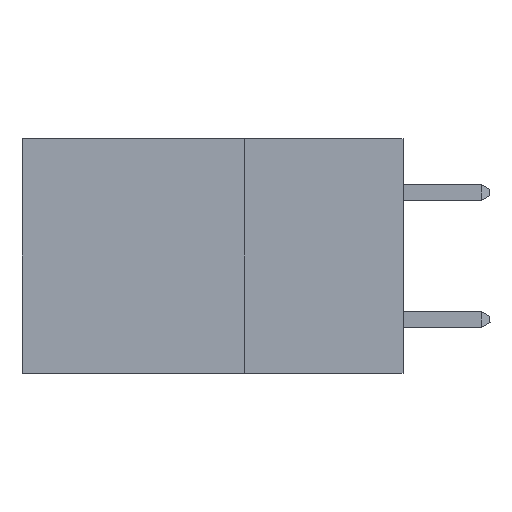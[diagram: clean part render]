
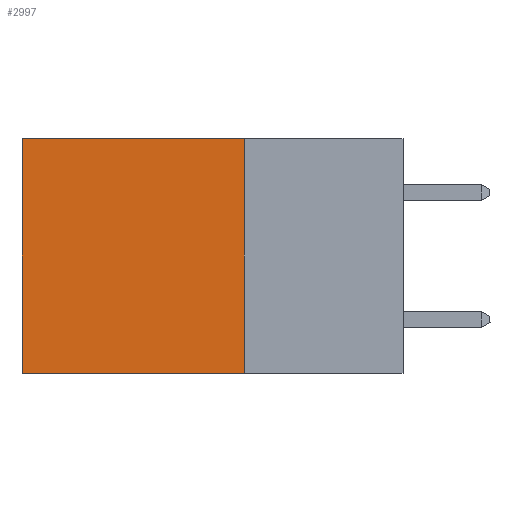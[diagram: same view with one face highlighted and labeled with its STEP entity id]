
A CAD part, left-side view. The second image highlights one B-rep face of the part: STEP entity #2997.
In plain terms, the highlighted planar face has unit normal (-1, 0, 0).
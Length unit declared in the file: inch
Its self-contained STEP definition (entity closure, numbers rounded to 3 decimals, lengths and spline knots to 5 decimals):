
#846 = DIRECTION ( 'NONE',  ( 0., 0., -1. ) ) ;
#1075 = LINE ( 'NONE', #20457, #6068 ) ;
#2254 = LINE ( 'NONE', #4451, #13852 ) ;
#2997 = ADVANCED_FACE ( 'NONE', ( #4814 ), #10659, .F. ) ;
#4101 = CARTESIAN_POINT ( 'NONE',  ( 0.2875, 0.25, 0. ) ) ;
#4384 = LINE ( 'NONE', #4101, #15153 ) ;
#4451 = CARTESIAN_POINT ( 'NONE',  ( 0.2875, 0.25, -0.37 ) ) ;
#4727 = ORIENTED_EDGE ( 'NONE', *, *, #17216, .F. ) ;
#4814 = FACE_OUTER_BOUND ( 'NONE', #5355, .T. ) ;
#5285 = DIRECTION ( 'NONE',  ( 0., 0., -1. ) ) ;
#5355 = EDGE_LOOP ( 'NONE', ( #13112, #4727, #20048, #6741 ) ) ;
#5708 = VERTEX_POINT ( 'NONE', #20335 ) ;
#5747 = VERTEX_POINT ( 'NONE', #15239 ) ;
#6068 = VECTOR ( 'NONE', #5285, 39.37008 ) ;
#6741 = ORIENTED_EDGE ( 'NONE', *, *, #7235, .T. ) ;
#7235 = EDGE_CURVE ( 'NONE', #5747, #5708, #4384, .T. ) ;
#7672 = VERTEX_POINT ( 'NONE', #12232 ) ;
#9224 = AXIS2_PLACEMENT_3D ( 'NONE', #17824, #17704, #20092 ) ;
#9343 = LINE ( 'NONE', #21191, #21795 ) ;
#10203 = EDGE_CURVE ( 'NONE', #5708, #20100, #1075, .T. ) ;
#10659 = PLANE ( 'NONE',  #9224 ) ;
#11009 = DIRECTION ( 'NONE',  ( 0., 1., 0. ) ) ;
#12232 = CARTESIAN_POINT ( 'NONE',  ( 0.2875, 0.25, -0.37 ) ) ;
#13112 = ORIENTED_EDGE ( 'NONE', *, *, #10203, .T. ) ;
#13852 = VECTOR ( 'NONE', #21261, 39.37008 ) ;
#15153 = VECTOR ( 'NONE', #11009, 39.37008 ) ;
#15239 = CARTESIAN_POINT ( 'NONE',  ( 0.2875, 0.25, 0. ) ) ;
#17216 = EDGE_CURVE ( 'NONE', #7672, #20100, #2254, .T. ) ;
#17343 = EDGE_CURVE ( 'NONE', #5747, #7672, #9343, .T. ) ;
#17704 = DIRECTION ( 'NONE',  ( 1., 0., 0. ) ) ;
#17824 = CARTESIAN_POINT ( 'NONE',  ( 0.2875, 0.25, 0. ) ) ;
#20048 = ORIENTED_EDGE ( 'NONE', *, *, #17343, .F. ) ;
#20092 = DIRECTION ( 'NONE',  ( 0., 0., -1. ) ) ;
#20100 = VERTEX_POINT ( 'NONE', #21070 ) ;
#20335 = CARTESIAN_POINT ( 'NONE',  ( 0.2875, 0.6, 0. ) ) ;
#20457 = CARTESIAN_POINT ( 'NONE',  ( 0.2875, 0.6, 0. ) ) ;
#21070 = CARTESIAN_POINT ( 'NONE',  ( 0.2875, 0.6, -0.37 ) ) ;
#21191 = CARTESIAN_POINT ( 'NONE',  ( 0.2875, 0.25, 0. ) ) ;
#21261 = DIRECTION ( 'NONE',  ( 0., 1., 0. ) ) ;
#21795 = VECTOR ( 'NONE', #846, 39.37008 ) ;
